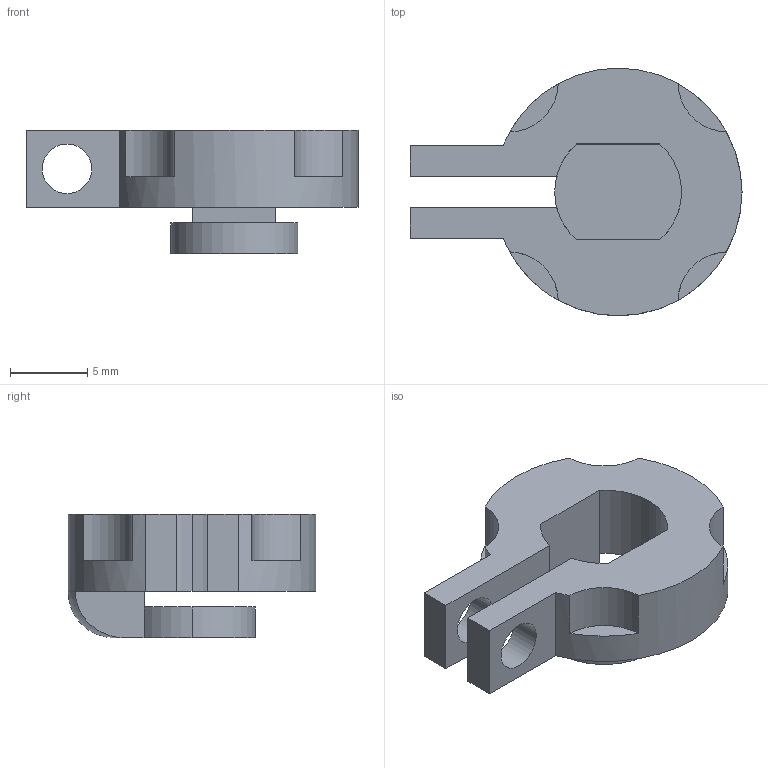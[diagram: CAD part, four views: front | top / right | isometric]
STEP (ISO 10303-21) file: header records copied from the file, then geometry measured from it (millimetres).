
FILE_DESCRIPTION (( 'STEP AP203' ), '1' );
FILE_NAME ('电机2固定（OK.STEP', '2025-09-09T08:15:41', ( '' ), ( '' ), 'SwSTEP 2.0', 'SolidWorks 2025', '' );
FILE_SCHEMA (( 'CONFIG_CONTROL_DESIGN' ));
Length unit declared in the file: millimetre
Products named in the file (1): 电机2固定（OK
Bounding box: 21.45 x 16 x 8 mm (x, y, z)
Volume: 941.7 mm3; surface area: 1039 mm2
Topology: 1 solids, 1 shells, 37 faces, 99 edges, 64 vertices
Faces by surface type: plane 19, cylinder 17, torus 1
Entity records: 1279 total; most frequent: CARTESIAN_POINT 229, DIRECTION 218, ORIENTED_EDGE 198, EDGE_CURVE 99, AXIS2_PLACEMENT_3D 83, VERTEX_POINT 64, VECTOR 52, LINE 52
